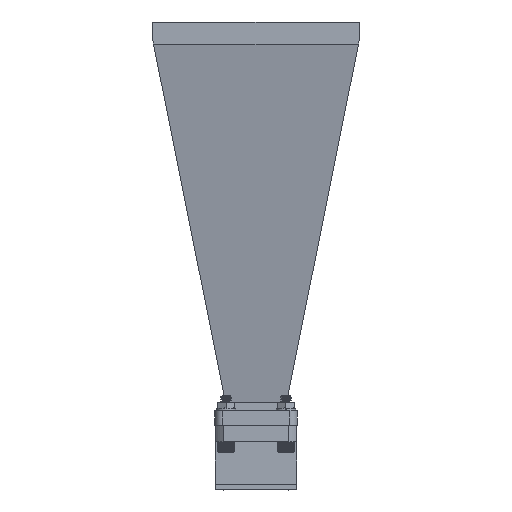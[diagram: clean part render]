
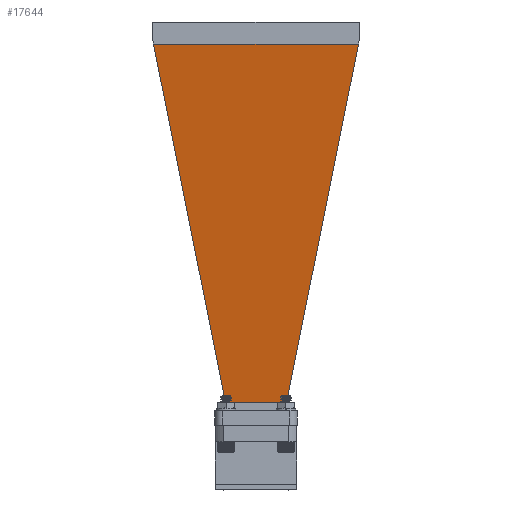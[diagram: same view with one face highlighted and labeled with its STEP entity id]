
A CAD part, front view. The second image highlights one B-rep face of the part: STEP entity #17644.
In plain terms, the highlighted face is planar.
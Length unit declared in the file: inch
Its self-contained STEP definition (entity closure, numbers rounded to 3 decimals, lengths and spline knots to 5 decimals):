
#1004 = ORIENTED_EDGE ( 'NONE', *, *, #12786, .T. ) ;
#1042 = PLANE ( 'NONE',  #5919 ) ;
#2702 = DIRECTION ( 'NONE',  ( -0.986, 0., -0.164 ) ) ;
#3069 = CARTESIAN_POINT ( 'NONE',  ( -0.84224, 1.09985, 5.80554 ) ) ;
#3344 = EDGE_CURVE ( 'NONE', #10550, #18685, #5044, .T. ) ;
#3768 = VECTOR ( 'NONE', #21671, 39.37008 ) ;
#4568 = DIRECTION ( 'NONE',  ( 0.161, -0.194, -0.968 ) ) ;
#5044 = LINE ( 'NONE', #11811, #3768 ) ;
#5919 = AXIS2_PLACEMENT_3D ( 'NONE', #19869, #2702, #16545 ) ;
#6508 = CARTESIAN_POINT ( 'NONE',  ( -0.20374, -0.32927, 1.96256 ) ) ;
#7209 = DIRECTION ( 'NONE',  ( 0., 1., 0. ) ) ;
#9815 = ORIENTED_EDGE ( 'NONE', *, *, #16539, .T. ) ;
#9839 = EDGE_LOOP ( 'NONE', ( #14863, #9815, #1004, #20496 ) ) ;
#10138 = CARTESIAN_POINT ( 'NONE',  ( -0.84224, 0., 5.80554 ) ) ;
#10550 = VERTEX_POINT ( 'NONE', #19299 ) ;
#11113 = LINE ( 'NONE', #19740, #12622 ) ;
#11811 = CARTESIAN_POINT ( 'NONE',  ( -0.20374, 0., 1.96256 ) ) ;
#12622 = VECTOR ( 'NONE', #4568, 39.37008 ) ;
#12786 = EDGE_CURVE ( 'NONE', #14128, #18754, #14998, .T. ) ;
#14128 = VERTEX_POINT ( 'NONE', #18380 ) ;
#14863 = ORIENTED_EDGE ( 'NONE', *, *, #3344, .T. ) ;
#14998 = LINE ( 'NONE', #10138, #16042 ) ;
#16042 = VECTOR ( 'NONE', #7209, 39.37008 ) ;
#16309 = FACE_OUTER_BOUND ( 'NONE', #9839, .T. ) ;
#16455 = VECTOR ( 'NONE', #21370, 39.37008 ) ;
#16539 = EDGE_CURVE ( 'NONE', #18685, #14128, #18137, .T. ) ;
#16545 = DIRECTION ( 'NONE',  ( -0.164, 0., 0.986 ) ) ;
#17644 = ADVANCED_FACE ( 'NONE', ( #16309 ), #1042, .T. ) ;
#18137 = LINE ( 'NONE', #19922, #16455 ) ;
#18319 = EDGE_CURVE ( 'NONE', #18754, #10550, #11113, .T. ) ;
#18380 = CARTESIAN_POINT ( 'NONE',  ( -0.84224, -1.09985, 5.80554 ) ) ;
#18685 = VERTEX_POINT ( 'NONE', #6508 ) ;
#18754 = VERTEX_POINT ( 'NONE', #3069 ) ;
#19299 = CARTESIAN_POINT ( 'NONE',  ( -0.20374, 0.32927, 1.96256 ) ) ;
#19740 = CARTESIAN_POINT ( 'NONE',  ( -0.84224, 1.09985, 5.80554 ) ) ;
#19869 = CARTESIAN_POINT ( 'NONE',  ( -0.53995, 0., 3.98615 ) ) ;
#19922 = CARTESIAN_POINT ( 'NONE',  ( -0.20374, -0.32927, 1.96256 ) ) ;
#20496 = ORIENTED_EDGE ( 'NONE', *, *, #18319, .T. ) ;
#21370 = DIRECTION ( 'NONE',  ( -0.161, -0.194, 0.968 ) ) ;
#21671 = DIRECTION ( 'NONE',  ( 0., -1., 0. ) ) ;
